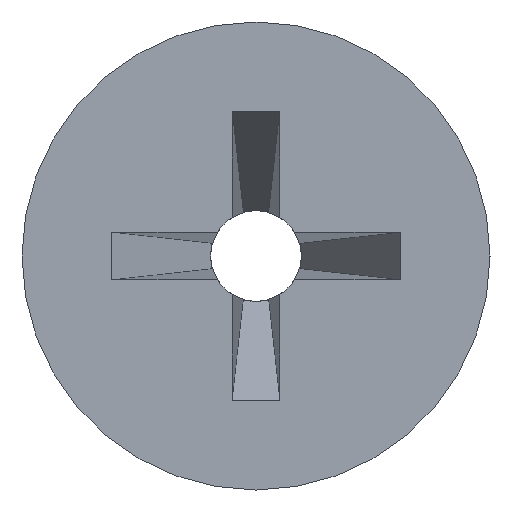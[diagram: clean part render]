
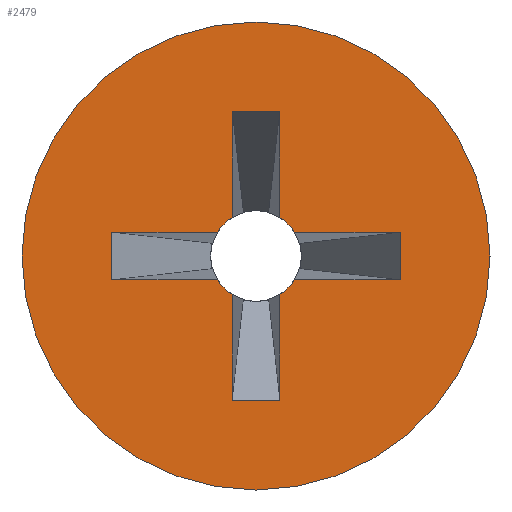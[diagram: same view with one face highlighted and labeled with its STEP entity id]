
A CAD part, left-side view. The second image highlights one B-rep face of the part: STEP entity #2479.
In plain terms, the highlighted planar face has unit normal (-1, 0, 0).
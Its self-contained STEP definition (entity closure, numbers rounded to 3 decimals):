
#115=CARTESIAN_POINT('',(0.,0.,0.));
#116=DIRECTION('',(-1.,0.,0.));
#117=DIRECTION('',(0.,1.,0.));
#118=AXIS2_PLACEMENT_3D('',#115,#116,#117);
#120=CARTESIAN_POINT('',(0.,0.,0.));
#121=DIRECTION('',(1.,0.,0.));
#122=DIRECTION('',(0.,1.,0.));
#123=AXIS2_PLACEMENT_3D('',#120,#121,#122);
#125=CARTESIAN_POINT('',(0.,0.,0.));
#126=DIRECTION('',(1.,0.,0.));
#127=DIRECTION('',(0.,-0.85,-0.527));
#128=AXIS2_PLACEMENT_3D('',#125,#126,#127);
#130=DIRECTION('',(0.,1.,0.));
#131=VECTOR('',#130,1.063);
#132=CARTESIAN_POINT('',(0.,-1.45,-0.24));
#133=LINE('',#132,#131);
#134=DIRECTION('',(0.,0.,-1.));
#135=VECTOR('',#134,0.48);
#136=CARTESIAN_POINT('',(0.,-1.45,0.24));
#137=LINE('',#136,#135);
#138=DIRECTION('',(0.,1.,0.));
#139=VECTOR('',#138,1.063);
#140=CARTESIAN_POINT('',(0.,-1.45,0.24));
#141=LINE('',#140,#139);
#142=CARTESIAN_POINT('',(0.,0.,0.));
#143=DIRECTION('',(1.,0.,0.));
#144=DIRECTION('',(0.,-0.527,0.85));
#145=AXIS2_PLACEMENT_3D('',#142,#143,#144);
#147=DIRECTION('',(0.,0.,-1.));
#148=VECTOR('',#147,1.063);
#149=CARTESIAN_POINT('',(0.,-0.24,1.45));
#150=LINE('',#149,#148);
#151=DIRECTION('',(0.,1.,0.));
#152=VECTOR('',#151,0.48);
#153=CARTESIAN_POINT('',(0.,-0.24,1.45));
#154=LINE('',#153,#152);
#155=DIRECTION('',(0.,0.,-1.));
#156=VECTOR('',#155,1.063);
#157=CARTESIAN_POINT('',(0.,0.24,1.45));
#158=LINE('',#157,#156);
#159=CARTESIAN_POINT('',(0.,0.,0.));
#160=DIRECTION('',(1.,0.,0.));
#161=DIRECTION('',(0.,0.85,0.527));
#162=AXIS2_PLACEMENT_3D('',#159,#160,#161);
#164=DIRECTION('',(0.,1.,0.));
#165=VECTOR('',#164,1.063);
#166=CARTESIAN_POINT('',(0.,0.387,0.24));
#167=LINE('',#166,#165);
#168=DIRECTION('',(0.,0.,-1.));
#169=VECTOR('',#168,0.48);
#170=CARTESIAN_POINT('',(0.,1.45,0.24));
#171=LINE('',#170,#169);
#172=DIRECTION('',(0.,1.,0.));
#173=VECTOR('',#172,1.063);
#174=CARTESIAN_POINT('',(0.,0.387,-0.24));
#175=LINE('',#174,#173);
#176=CARTESIAN_POINT('',(0.,0.,0.));
#177=DIRECTION('',(1.,0.,0.));
#178=DIRECTION('',(0.,0.527,-0.85));
#179=AXIS2_PLACEMENT_3D('',#176,#177,#178);
#181=DIRECTION('',(0.,0.,-1.));
#182=VECTOR('',#181,1.063);
#183=CARTESIAN_POINT('',(0.,0.24,-0.387));
#184=LINE('',#183,#182);
#185=DIRECTION('',(0.,1.,0.));
#186=VECTOR('',#185,0.48);
#187=CARTESIAN_POINT('',(0.,-0.24,-1.45));
#188=LINE('',#187,#186);
#189=DIRECTION('',(0.,0.,-1.));
#190=VECTOR('',#189,1.063);
#191=CARTESIAN_POINT('',(0.,-0.24,-0.387));
#192=LINE('',#191,#190);
#2328=CARTESIAN_POINT('',(0.,2.35,0.));
#2330=VERTEX_POINT('',#2328);
#2332=CARTESIAN_POINT('',(0.,-2.35,0.));
#2334=VERTEX_POINT('',#2332);
#2351=CARTESIAN_POINT('',(0.,-0.387,-0.24));
#2352=CARTESIAN_POINT('',(0.,-0.24,-0.387));
#2353=VERTEX_POINT('',#2351);
#2354=VERTEX_POINT('',#2352);
#2355=CARTESIAN_POINT('',(0.,0.24,-0.387));
#2356=CARTESIAN_POINT('',(0.,0.387,-0.24));
#2357=VERTEX_POINT('',#2355);
#2358=VERTEX_POINT('',#2356);
#2359=CARTESIAN_POINT('',(0.,0.387,0.24));
#2360=CARTESIAN_POINT('',(0.,0.24,0.387));
#2361=VERTEX_POINT('',#2359);
#2362=VERTEX_POINT('',#2360);
#2363=CARTESIAN_POINT('',(0.,-0.24,0.387));
#2364=CARTESIAN_POINT('',(0.,-0.387,0.24));
#2365=VERTEX_POINT('',#2363);
#2366=VERTEX_POINT('',#2364);
#2386=CARTESIAN_POINT('',(0.,-1.45,0.24));
#2387=CARTESIAN_POINT('',(0.,-1.45,-0.24));
#2388=VERTEX_POINT('',#2386);
#2389=VERTEX_POINT('',#2387);
#2390=CARTESIAN_POINT('',(0.,-0.24,1.45));
#2391=CARTESIAN_POINT('',(0.,0.24,1.45));
#2392=VERTEX_POINT('',#2390);
#2393=VERTEX_POINT('',#2391);
#2394=CARTESIAN_POINT('',(0.,1.45,0.24));
#2395=CARTESIAN_POINT('',(0.,1.45,-0.24));
#2396=VERTEX_POINT('',#2394);
#2397=VERTEX_POINT('',#2395);
#2398=CARTESIAN_POINT('',(0.,-0.24,-1.45));
#2399=CARTESIAN_POINT('',(0.,0.24,-1.45));
#2400=VERTEX_POINT('',#2398);
#2401=VERTEX_POINT('',#2399);
#2434=CARTESIAN_POINT('',(0.,0.,0.));
#2435=DIRECTION('',(1.,0.,0.));
#2436=DIRECTION('',(0.,-1.,0.));
#2437=AXIS2_PLACEMENT_3D('',#2434,#2435,#2436);
#2438=PLANE('',#2437);
#2440=ORIENTED_EDGE('',*,*,#2439,.F.);
#2442=ORIENTED_EDGE('',*,*,#2441,.T.);
#2443=EDGE_LOOP('',(#2440,#2442));
#2444=FACE_OUTER_BOUND('',#2443,.F.);
#2446=ORIENTED_EDGE('',*,*,#2445,.F.);
#2448=ORIENTED_EDGE('',*,*,#2447,.F.);
#2450=ORIENTED_EDGE('',*,*,#2449,.F.);
#2452=ORIENTED_EDGE('',*,*,#2451,.T.);
#2454=ORIENTED_EDGE('',*,*,#2453,.F.);
#2456=ORIENTED_EDGE('',*,*,#2455,.F.);
#2458=ORIENTED_EDGE('',*,*,#2457,.T.);
#2460=ORIENTED_EDGE('',*,*,#2459,.T.);
#2462=ORIENTED_EDGE('',*,*,#2461,.F.);
#2464=ORIENTED_EDGE('',*,*,#2463,.T.);
#2466=ORIENTED_EDGE('',*,*,#2465,.T.);
#2468=ORIENTED_EDGE('',*,*,#2467,.F.);
#2470=ORIENTED_EDGE('',*,*,#2469,.F.);
#2472=ORIENTED_EDGE('',*,*,#2471,.T.);
#2474=ORIENTED_EDGE('',*,*,#2473,.F.);
#2476=ORIENTED_EDGE('',*,*,#2475,.F.);
#2477=EDGE_LOOP('',(#2446,#2448,#2450,#2452,#2454,#2456,#2458,#2460,#2462,#2464,
#2466,#2468,#2470,#2472,#2474,#2476));
#2478=FACE_BOUND('',#2477,.F.);
#119=CIRCLE('',#118,2.35);
#124=CIRCLE('',#123,2.35);
#129=CIRCLE('',#128,0.455);
#146=CIRCLE('',#145,0.455);
#163=CIRCLE('',#162,0.455);
#180=CIRCLE('',#179,0.455);
#2439=EDGE_CURVE('',#2330,#2334,#119,.T.);
#2441=EDGE_CURVE('',#2330,#2334,#124,.T.);
#2445=EDGE_CURVE('',#2353,#2354,#129,.T.);
#2447=EDGE_CURVE('',#2389,#2353,#133,.T.);
#2449=EDGE_CURVE('',#2388,#2389,#137,.T.);
#2451=EDGE_CURVE('',#2388,#2366,#141,.T.);
#2453=EDGE_CURVE('',#2365,#2366,#146,.T.);
#2455=EDGE_CURVE('',#2392,#2365,#150,.T.);
#2457=EDGE_CURVE('',#2392,#2393,#154,.T.);
#2459=EDGE_CURVE('',#2393,#2362,#158,.T.);
#2461=EDGE_CURVE('',#2361,#2362,#163,.T.);
#2463=EDGE_CURVE('',#2361,#2396,#167,.T.);
#2465=EDGE_CURVE('',#2396,#2397,#171,.T.);
#2467=EDGE_CURVE('',#2358,#2397,#175,.T.);
#2469=EDGE_CURVE('',#2357,#2358,#180,.T.);
#2471=EDGE_CURVE('',#2357,#2401,#184,.T.);
#2473=EDGE_CURVE('',#2400,#2401,#188,.T.);
#2475=EDGE_CURVE('',#2354,#2400,#192,.T.);
#2479=ADVANCED_FACE('',(#2444,#2478),#2438,.F.);
